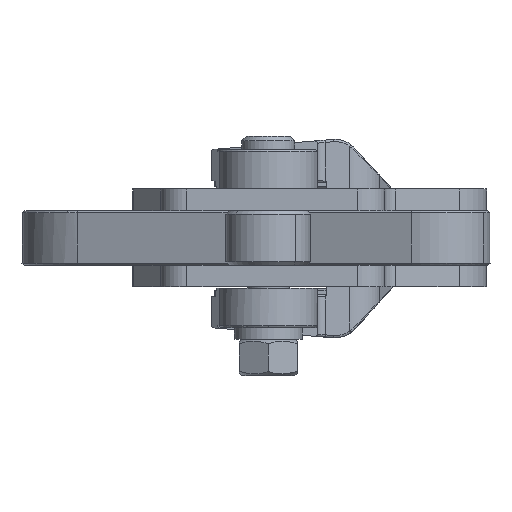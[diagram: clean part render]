
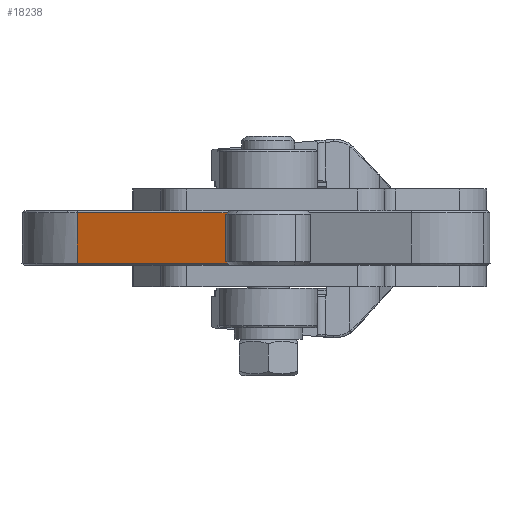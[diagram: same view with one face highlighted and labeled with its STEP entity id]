
A CAD part, front view. The second image highlights one B-rep face of the part: STEP entity #18238.
In plain terms, the highlighted face is planar.
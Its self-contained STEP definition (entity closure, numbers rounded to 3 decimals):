
#379 = VECTOR ( 'NONE', #30365, 1000. ) ;
#889 = DIRECTION ( 'NONE',  ( 0., 0., 1. ) ) ;
#3959 = AXIS2_PLACEMENT_3D ( 'NONE', #24446, #37965, #11132 ) ;
#4424 = EDGE_CURVE ( 'NONE', #51694, #16698, #20758, .T. ) ;
#10546 = CARTESIAN_POINT ( 'NONE',  ( 32., 16.8, 6.15 ) ) ;
#11057 = VERTEX_POINT ( 'NONE', #47963 ) ;
#11096 = EDGE_CURVE ( 'NONE', #16698, #49033, #38904, .T. ) ;
#11132 = DIRECTION ( 'NONE',  ( 0.987, 0.162, 0. ) ) ;
#13616 = VECTOR ( 'NONE', #24879, 1000. ) ;
#16698 = VERTEX_POINT ( 'NONE', #28507 ) ;
#18238 = ADVANCED_FACE ( 'NONE', ( #26286 ), #33408, .F. ) ;
#20758 = LINE ( 'NONE', #36671, #24985 ) ;
#23612 = VECTOR ( 'NONE', #33026, 1000. ) ;
#24446 = CARTESIAN_POINT ( 'NONE',  ( 32., 16.8, 0.5 ) ) ;
#24879 = DIRECTION ( 'NONE',  ( 0.987, 0.162, 0. ) ) ;
#24985 = VECTOR ( 'NONE', #889, 1000. ) ;
#25669 = CARTESIAN_POINT ( 'NONE',  ( 77.071, 24.215, 11.8 ) ) ;
#26286 = FACE_OUTER_BOUND ( 'NONE', #30639, .T. ) ;
#27061 = ORIENTED_EDGE ( 'NONE', *, *, #32780, .F. ) ;
#28507 = CARTESIAN_POINT ( 'NONE',  ( 77.071, 24.215, 11.8 ) ) ;
#30365 = DIRECTION ( 'NONE',  ( -0.987, -0.162, 0. ) ) ;
#30639 = EDGE_LOOP ( 'NONE', ( #27061, #54555, #38963, #38729 ) ) ;
#32780 = EDGE_CURVE ( 'NONE', #11057, #51694, #37472, .T. ) ;
#33026 = DIRECTION ( 'NONE',  ( 0., 0., 1. ) ) ;
#33408 = PLANE ( 'NONE',  #3959 ) ;
#33475 = CARTESIAN_POINT ( 'NONE',  ( 54.536, 20.508, 0.5 ) ) ;
#35536 = LINE ( 'NONE', #10546, #23612 ) ;
#36671 = CARTESIAN_POINT ( 'NONE',  ( 77.071, 24.215, 6.15 ) ) ;
#37472 = LINE ( 'NONE', #33475, #13616 ) ;
#37965 = DIRECTION ( 'NONE',  ( 0.162, -0.987, 0. ) ) ;
#38729 = ORIENTED_EDGE ( 'NONE', *, *, #4424, .F. ) ;
#38904 = LINE ( 'NONE', #25669, #379 ) ;
#38963 = ORIENTED_EDGE ( 'NONE', *, *, #11096, .F. ) ;
#39580 = EDGE_CURVE ( 'NONE', #11057, #49033, #35536, .T. ) ;
#41405 = CARTESIAN_POINT ( 'NONE',  ( 32., 16.8, 11.8 ) ) ;
#42680 = CARTESIAN_POINT ( 'NONE',  ( 77.071, 24.215, 0.5 ) ) ;
#47963 = CARTESIAN_POINT ( 'NONE',  ( 32., 16.8, 0.5 ) ) ;
#49033 = VERTEX_POINT ( 'NONE', #41405 ) ;
#51694 = VERTEX_POINT ( 'NONE', #42680 ) ;
#54555 = ORIENTED_EDGE ( 'NONE', *, *, #39580, .T. ) ;
